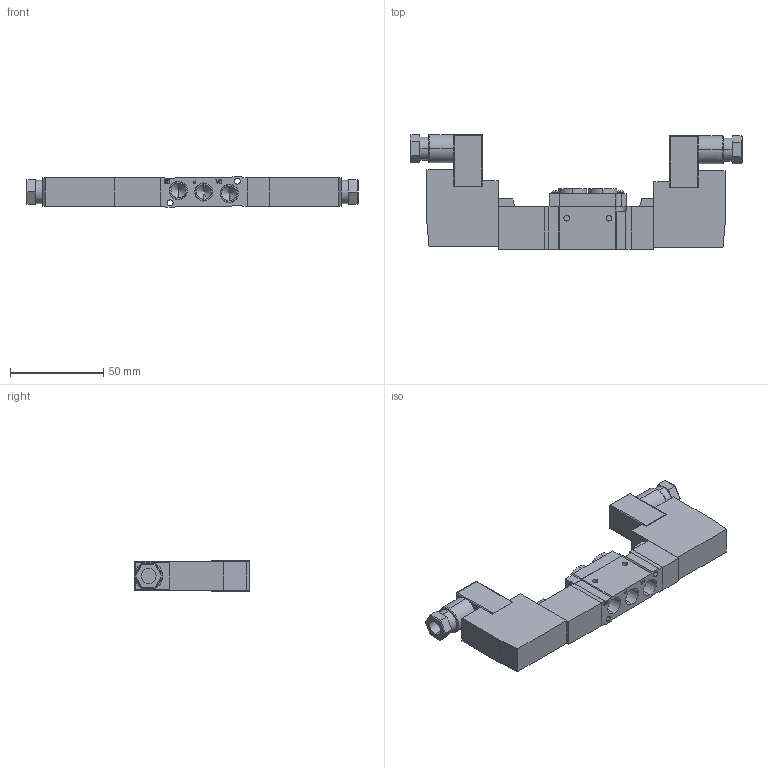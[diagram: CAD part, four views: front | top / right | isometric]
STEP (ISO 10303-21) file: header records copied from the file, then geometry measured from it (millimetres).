
FILE_DESCRIPTION (( 'STEP AP214' ), '1' );
FILE_NAME ('SY5420-5DZ-01F.step.step', '2017-05-20T04:24:17', ( 'Windows User' ), ( '' ), 'SwSTEP 2.0', 'SolidWorks 2017', '' );
FILE_SCHEMA (( 'AUTOMOTIVE_DESIGN' ));
Length unit declared in the file: millimetre
Products named in the file (8): SY5420-5DZ-01F.step_MAN-OPA_P; SY5420-5DZ-01F.step_1115DIN Conn; SY5420-5DZ-01F.step; SY5420-5DZ-01F.step_1115Ccoil; SY5420-5DZ-01F.step_SY51802BLOCK_20; SY5420-5DZ-01F.step_SY51802operend_SingleA-D; SY5420-5DZ-01F.step_SY51802operend_Double-D; SY5420-5DZ-01F.step_SY5000-6-1_01
Assembly tree (10 placements, depth 2):
  SY5420-5DZ-01F.step
    SY5420-5DZ-01F.step_SY51802BLOCK_20
    SY5420-5DZ-01F.step_SY5000-6-1_01
    SY5420-5DZ-01F.step_SY51802operend_Double-D
    SY5420-5DZ-01F.step_SY51802operend_SingleA-D
    SY5420-5DZ-01F.step_MAN-OPA_P  x2
    SY5420-5DZ-01F.step_1115Ccoil  x2
    SY5420-5DZ-01F.step_1115DIN Conn  x2
Bounding box: 177.8 x 61.51 x 16.6 mm (x, y, z)
Volume: 90159.4 mm3; surface area: 31166.2 mm2
Topology: 10 solids, 10 shells, 440 faces, 1059 edges, 661 vertices
Faces by surface type: plane 261, cylinder 109, bspline 34, cone 24, sphere 8, torus 4
Entity records: 12655 total; most frequent: CARTESIAN_POINT 3427, ORIENTED_EDGE 1698, DIRECTION 1662, EDGE_CURVE 849, VECTOR 604, LINE 604, VERTEX_POINT 550, AXIS2_PLACEMENT_3D 529
